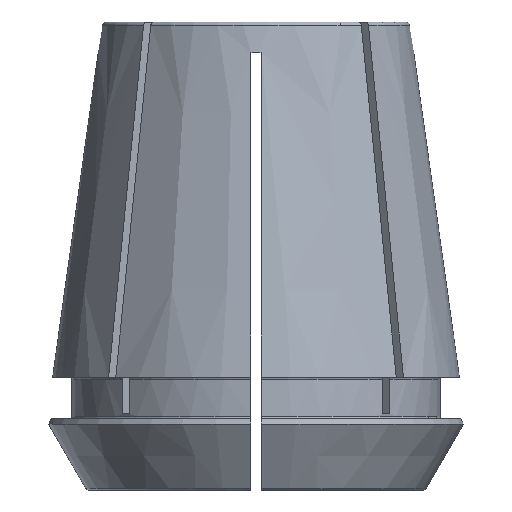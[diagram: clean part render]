
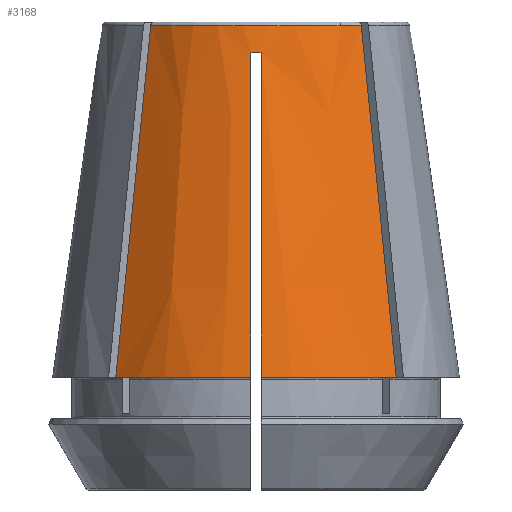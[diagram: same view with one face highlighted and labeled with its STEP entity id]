
A CAD part, front view. The second image highlights one B-rep face of the part: STEP entity #3168.
In plain terms, the highlighted conical face has half-angle 8 degrees and reference radius 15.095 mm.
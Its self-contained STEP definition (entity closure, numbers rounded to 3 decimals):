
#39=CONICAL_SURFACE('',#3477,15.095,0.14);
#119=B_SPLINE_CURVE_WITH_KNOTS('',3,(#4693,#4694,#4695,#4696),
 .UNSPECIFIED.,.F.,.F.,(4,4),(0.,0.035),
 .UNSPECIFIED.);
#146=B_SPLINE_CURVE_WITH_KNOTS('',3,(#4966,#4967,#4968,#4969,#4970,#4971,
#4972,#4973,#4974,#4975),.UNSPECIFIED.,.F.,.F.,(4,3,3,4),(0.024,
0.028,0.056,0.056),.UNSPECIFIED.);
#203=B_SPLINE_CURVE_WITH_KNOTS('',3,(#5653,#5654,#5655,#5656,#5657,#5658,
#5659),.UNSPECIFIED.,.F.,.F.,(4,3,4),(0.,0.027,
0.035),.UNSPECIFIED.);
#204=B_SPLINE_CURVE_WITH_KNOTS('',3,(#5663,#5664,#5665,#5666,#5667,#5668,
#5669,#5670,#5671,#5672),.UNSPECIFIED.,.F.,.F.,(4,3,3,4),(0.024,
0.028,0.056,0.056),.UNSPECIFIED.);
#264=CIRCLE('',#3276,15.144);
#283=CIRCLE('',#3307,15.517);
#384=CIRCLE('',#3478,20.);
#385=CIRCLE('',#3479,20.);
#994=ORIENTED_EDGE('',*,*,#1842,.T.);
#995=ORIENTED_EDGE('',*,*,#1510,.T.);
#996=ORIENTED_EDGE('',*,*,#1464,.F.);
#997=ORIENTED_EDGE('',*,*,#1843,.T.);
#998=ORIENTED_EDGE('',*,*,#1844,.T.);
#999=ORIENTED_EDGE('',*,*,#1845,.F.);
#1000=ORIENTED_EDGE('',*,*,#1578,.F.);
#1001=ORIENTED_EDGE('',*,*,#1597,.T.);
#1464=EDGE_CURVE('',#1968,#1969,#264,.T.);
#1510=EDGE_CURVE('',#2010,#1969,#119,.T.);
#1578=EDGE_CURVE('',#2071,#2072,#283,.T.);
#1597=EDGE_CURVE('',#2071,#2088,#146,.T.);
#1842=EDGE_CURVE('',#2088,#2010,#384,.T.);
#1843=EDGE_CURVE('',#1968,#2254,#203,.T.);
#1844=EDGE_CURVE('',#2254,#2255,#385,.T.);
#1845=EDGE_CURVE('',#2072,#2255,#204,.T.);
#1968=VERTEX_POINT('',#4568);
#1969=VERTEX_POINT('',#4569);
#2010=VERTEX_POINT('',#4697);
#2071=VERTEX_POINT('',#4907);
#2072=VERTEX_POINT('',#4909);
#2088=VERTEX_POINT('',#4965);
#2254=VERTEX_POINT('',#5660);
#2255=VERTEX_POINT('',#5662);
#2788=EDGE_LOOP('',(#994,#995,#996,#997,#998,#999,#1000,#1001));
#2956=FACE_BOUND('',#2788,.T.);
#3168=ADVANCED_FACE('',(#2956),#39,.T.);
#3276=AXIS2_PLACEMENT_3D('',#4567,#3649,#3650);
#3307=AXIS2_PLACEMENT_3D('',#4908,#3774,#3775);
#3477=AXIS2_PLACEMENT_3D('',#5651,#4214,#4215);
#3478=AXIS2_PLACEMENT_3D('',#5652,#4216,#4217);
#3479=AXIS2_PLACEMENT_3D('',#5661,#4218,#4219);
#3649=DIRECTION('',(0.,0.,1.));
#3650=DIRECTION('',(1.,0.,0.));
#3774=DIRECTION('',(0.,0.,-1.));
#3775=DIRECTION('',(-1.,0.,0.));
#4214=DIRECTION('',(0.,0.,-1.));
#4215=DIRECTION('',(-1.,0.,0.));
#4216=DIRECTION('',(0.,0.,1.));
#4217=DIRECTION('',(1.,0.,0.));
#4218=DIRECTION('',(0.,0.,1.));
#4219=DIRECTION('',(1.,0.,0.));
#4567=CARTESIAN_POINT('',(0.,0.,38.656));
#4568=CARTESIAN_POINT('',(-10.349,-11.056,38.656));
#4569=CARTESIAN_POINT('',(10.349,-11.056,38.656));
#4693=CARTESIAN_POINT('',(13.784,-14.491,4.1));
#4694=CARTESIAN_POINT('',(12.639,-13.346,15.619));
#4695=CARTESIAN_POINT('',(11.494,-12.201,27.137));
#4696=CARTESIAN_POINT('',(10.349,-11.056,38.656));
#4697=CARTESIAN_POINT('',(13.784,-14.491,4.1));
#4907=CARTESIAN_POINT('',(0.5,-15.509,36.));
#4908=CARTESIAN_POINT('',(0.,0.,36.));
#4909=CARTESIAN_POINT('',(-0.5,-15.509,36.));
#4965=CARTESIAN_POINT('',(0.5,-19.994,4.1));
#4966=CARTESIAN_POINT('',(0.5,-15.509,36.));
#4967=CARTESIAN_POINT('',(0.5,-15.694,34.684));
#4968=CARTESIAN_POINT('',(0.5,-15.879,33.369));
#4969=CARTESIAN_POINT('',(0.5,-16.064,32.053));
#4970=CARTESIAN_POINT('',(0.5,-17.373,22.739));
#4971=CARTESIAN_POINT('',(0.5,-18.683,13.425));
#4972=CARTESIAN_POINT('',(0.5,-19.992,4.112));
#4973=CARTESIAN_POINT('',(0.5,-19.993,4.108));
#4974=CARTESIAN_POINT('',(0.5,-19.993,4.104));
#4975=CARTESIAN_POINT('',(0.5,-19.994,4.1));
#5651=CARTESIAN_POINT('',(0.,0.,39.));
#5652=CARTESIAN_POINT('',(0.,0.,4.1));
#5653=CARTESIAN_POINT('',(-10.349,-11.056,38.656));
#5654=CARTESIAN_POINT('',(-11.221,-11.928,29.88));
#5655=CARTESIAN_POINT('',(-12.094,-12.801,21.104));
#5656=CARTESIAN_POINT('',(-12.966,-13.673,12.328));
#5657=CARTESIAN_POINT('',(-13.239,-13.946,9.585));
#5658=CARTESIAN_POINT('',(-13.512,-14.219,6.843));
#5659=CARTESIAN_POINT('',(-13.784,-14.491,4.1));
#5660=CARTESIAN_POINT('',(-13.784,-14.491,4.1));
#5661=CARTESIAN_POINT('',(0.,0.,4.1));
#5662=CARTESIAN_POINT('',(-0.5,-19.994,4.1));
#5663=CARTESIAN_POINT('',(-0.5,-15.509,36.));
#5664=CARTESIAN_POINT('',(-0.5,-15.694,34.684));
#5665=CARTESIAN_POINT('',(-0.5,-15.879,33.369));
#5666=CARTESIAN_POINT('',(-0.5,-16.064,32.053));
#5667=CARTESIAN_POINT('',(-0.5,-17.373,22.739));
#5668=CARTESIAN_POINT('',(-0.5,-18.683,13.425));
#5669=CARTESIAN_POINT('',(-0.5,-19.992,4.112));
#5670=CARTESIAN_POINT('',(-0.5,-19.993,4.108));
#5671=CARTESIAN_POINT('',(-0.5,-19.993,4.104));
#5672=CARTESIAN_POINT('',(-0.5,-19.994,4.1));
